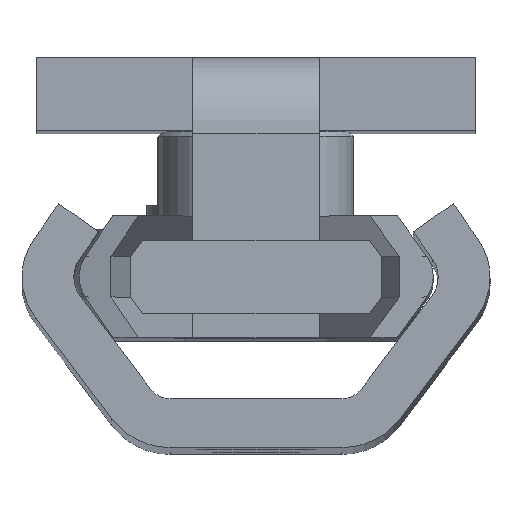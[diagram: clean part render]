
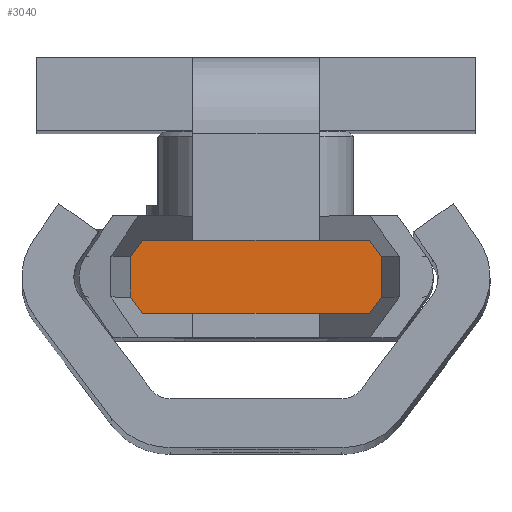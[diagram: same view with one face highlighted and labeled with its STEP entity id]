
A CAD part, top view. The second image highlights one B-rep face of the part: STEP entity #3040.
In plain terms, the highlighted face is planar.
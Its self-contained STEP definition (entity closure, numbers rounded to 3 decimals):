
#5 = VERTEX_POINT ( 'NONE', #317 ) ;
#10 = VERTEX_POINT ( 'NONE', #322 ) ;
#67 = VERTEX_POINT ( 'NONE', #8630 ) ;
#97 = VERTEX_POINT ( 'NONE', #8614 ) ;
#143 = VERTEX_POINT ( 'NONE', #8553 ) ;
#155 = VERTEX_POINT ( 'NONE', #8518 ) ;
#163 = VERTEX_POINT ( 'NONE', #8638 ) ;
#180 = VERTEX_POINT ( 'NONE', #8559 ) ;
#317 = CARTESIAN_POINT ( 'NONE',  ( -42.75, 4.655, 10.5 ) ) ;
#322 = CARTESIAN_POINT ( 'NONE',  ( -42.75, -4.655, 10.5 ) ) ;
#428 = EDGE_LOOP ( 'NONE', ( #8696, #8683, #8695, #8719, #8717, #8731, #8730, #8714 ) ) ;
#895 = EDGE_CURVE ( 'NONE', #10, #5, #2831, .T. ) ;
#1039 = EDGE_CURVE ( 'NONE', #67, #97, #5233, .T. ) ;
#1040 = EDGE_CURVE ( 'NONE', #155, #97, #5235, .T. ) ;
#1042 = EDGE_CURVE ( 'NONE', #180, #155, #5223, .T. ) ;
#1043 = EDGE_CURVE ( 'NONE', #143, #10, #5241, .T. ) ;
#1044 = EDGE_CURVE ( 'NONE', #163, #143, #5243, .T. ) ;
#1045 = EDGE_CURVE ( 'NONE', #5, #180, #5245, .T. ) ;
#1046 = EDGE_CURVE ( 'NONE', #67, #163, #5247, .T. ) ;
#2831 = LINE ( 'NONE', #3204, #2832 ) ;
#2832 = VECTOR ( 'NONE', #3205, 1000. ) ;
#3040 = ADVANCED_FACE ( 'NONE', ( #8318 ), #7964, .T. ) ;
#3204 = CARTESIAN_POINT ( 'NONE',  ( -42.75, 6.263, 10.5 ) ) ;
#3205 = DIRECTION ( 'NONE',  ( 0., 1., 0. ) ) ;
#4268 = CARTESIAN_POINT ( 'NONE',  ( -42.75, 5.138, 10.5 ) ) ;
#4283 = CARTESIAN_POINT ( 'NONE',  ( -42.75, 6.263, 7.5 ) ) ;
#4284 = DIRECTION ( 'NONE',  ( 0., 1., 0. ) ) ;
#4285 = CARTESIAN_POINT ( 'NONE',  ( -42.75, 6.633, 10.232 ) ) ;
#4286 = DIRECTION ( 'NONE',  ( 0., -0.586, -0.81 ) ) ;
#4290 = DIRECTION ( 'NONE',  ( 0., 0., -1. ) ) ;
#4291 = CARTESIAN_POINT ( 'NONE',  ( -42.75, -0.901, 15.686 ) ) ;
#4292 = DIRECTION ( 'NONE',  ( 0., 0.586, 0.81 ) ) ;
#4293 = CARTESIAN_POINT ( 'NONE',  ( -42.75, -5.138, 10.5 ) ) ;
#4294 = DIRECTION ( 'NONE',  ( 0., 0., 1. ) ) ;
#4295 = CARTESIAN_POINT ( 'NONE',  ( -42.75, 5.208, 9.736 ) ) ;
#4296 = DIRECTION ( 'NONE',  ( 0., 0.586, -0.81 ) ) ;
#4297 = CARTESIAN_POINT ( 'NONE',  ( -42.75, -2.326, 4.282 ) ) ;
#4298 = DIRECTION ( 'NONE',  ( 0., -0.586, 0.81 ) ) ;
#4995 = AXIS2_PLACEMENT_3D ( 'NONE', #7952, #7977, #7978 ) ;
#5223 = LINE ( 'NONE', #4268, #5239 ) ;
#5233 = LINE ( 'NONE', #4283, #5234 ) ;
#5234 = VECTOR ( 'NONE', #4284, 1000. ) ;
#5235 = LINE ( 'NONE', #4285, #5236 ) ;
#5236 = VECTOR ( 'NONE', #4286, 1000. ) ;
#5239 = VECTOR ( 'NONE', #4290, 1000. ) ;
#5241 = LINE ( 'NONE', #4291, #5242 ) ;
#5242 = VECTOR ( 'NONE', #4292, 1000. ) ;
#5243 = LINE ( 'NONE', #4293, #5244 ) ;
#5244 = VECTOR ( 'NONE', #4294, 1000. ) ;
#5245 = LINE ( 'NONE', #4295, #5246 ) ;
#5246 = VECTOR ( 'NONE', #4296, 1000. ) ;
#5247 = LINE ( 'NONE', #4297, #5248 ) ;
#5248 = VECTOR ( 'NONE', #4298, 1000. ) ;
#7952 = CARTESIAN_POINT ( 'NONE',  ( -42.75, 6.263, 10.5 ) ) ;
#7964 = PLANE ( 'NONE',  #4995 ) ;
#7977 = DIRECTION ( 'NONE',  ( -1., 0., 0. ) ) ;
#7978 = DIRECTION ( 'NONE',  ( 0., 0., 1. ) ) ;
#8318 = FACE_OUTER_BOUND ( 'NONE', #428, .T. ) ;
#8518 = CARTESIAN_POINT ( 'NONE',  ( -42.75, 5.138, 8.167 ) ) ;
#8553 = CARTESIAN_POINT ( 'NONE',  ( -42.75, -5.138, 9.833 ) ) ;
#8559 = CARTESIAN_POINT ( 'NONE',  ( -42.75, 5.138, 9.833 ) ) ;
#8614 = CARTESIAN_POINT ( 'NONE',  ( -42.75, 4.655, 7.5 ) ) ;
#8630 = CARTESIAN_POINT ( 'NONE',  ( -42.75, -4.655, 7.5 ) ) ;
#8638 = CARTESIAN_POINT ( 'NONE',  ( -42.75, -5.138, 8.167 ) ) ;
#8683 = ORIENTED_EDGE ( 'NONE', *, *, #1043, .T. ) ;
#8695 = ORIENTED_EDGE ( 'NONE', *, *, #895, .T. ) ;
#8696 = ORIENTED_EDGE ( 'NONE', *, *, #1044, .T. ) ;
#8714 = ORIENTED_EDGE ( 'NONE', *, *, #1046, .T. ) ;
#8717 = ORIENTED_EDGE ( 'NONE', *, *, #1042, .T. ) ;
#8719 = ORIENTED_EDGE ( 'NONE', *, *, #1045, .T. ) ;
#8730 = ORIENTED_EDGE ( 'NONE', *, *, #1039, .F. ) ;
#8731 = ORIENTED_EDGE ( 'NONE', *, *, #1040, .T. ) ;
